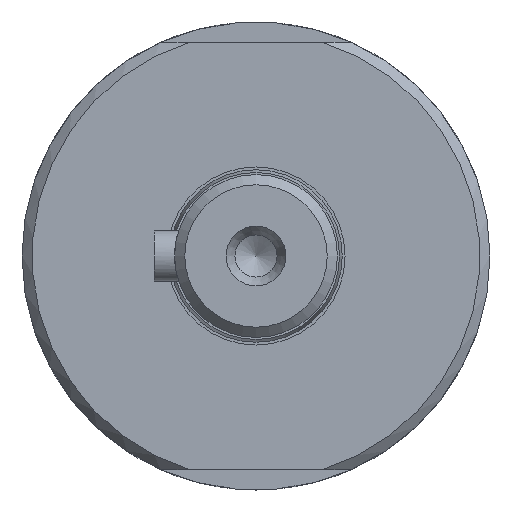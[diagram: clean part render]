
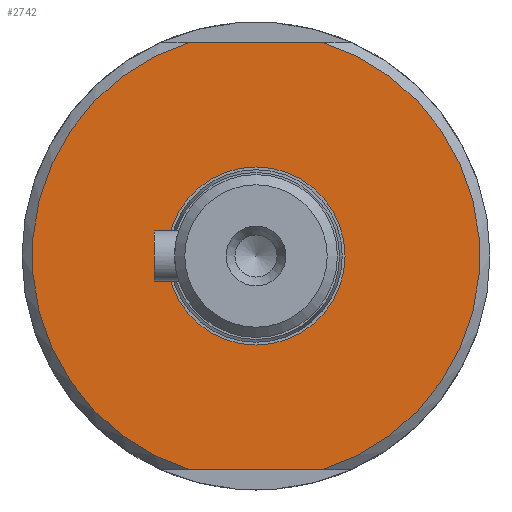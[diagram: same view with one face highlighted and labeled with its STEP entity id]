
A CAD part, left-side view. The second image highlights one B-rep face of the part: STEP entity #2742.
In plain terms, the highlighted planar face has unit normal (-1, 0, 0).
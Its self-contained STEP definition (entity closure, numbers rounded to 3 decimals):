
#318=LINE('',#4601,#558);
#319=LINE('',#4603,#559);
#558=VECTOR('',#3652,10.);
#559=VECTOR('',#3653,10.);
#741=FACE_BOUND('',#1039,.T.);
#879=FACE_OUTER_BOUND('',#1038,.T.);
#1038=EDGE_LOOP('',(#2464,#2465,#2466,#2467));
#1039=EDGE_LOOP('',(#2468,#2469));
#1125=CIRCLE('',#2975,8.75);
#1126=CIRCLE('',#2976,8.75);
#1129=CIRCLE('',#2980,22.);
#1130=CIRCLE('',#2982,22.);
#1368=VERTEX_POINT('',#4579);
#1369=VERTEX_POINT('',#4581);
#1370=VERTEX_POINT('',#4585);
#1374=VERTEX_POINT('',#4594);
#1375=VERTEX_POINT('',#4600);
#1376=VERTEX_POINT('',#4602);
#1735=EDGE_CURVE('',#1369,#1368,#1125,.T.);
#1736=EDGE_CURVE('',#1368,#1369,#1126,.T.);
#1741=EDGE_CURVE('',#1374,#1370,#1129,.T.);
#1742=EDGE_CURVE('',#1375,#1370,#318,.T.);
#1743=EDGE_CURVE('',#1374,#1376,#319,.T.);
#1744=EDGE_CURVE('',#1375,#1376,#1130,.T.);
#2464=ORIENTED_EDGE('',*,*,#1742,.T.);
#2465=ORIENTED_EDGE('',*,*,#1741,.F.);
#2466=ORIENTED_EDGE('',*,*,#1743,.T.);
#2467=ORIENTED_EDGE('',*,*,#1744,.F.);
#2468=ORIENTED_EDGE('',*,*,#1735,.T.);
#2469=ORIENTED_EDGE('',*,*,#1736,.T.);
#2600=PLANE('',#2981);
#2742=ADVANCED_FACE('',(#879,#741),#2600,.T.);
#2975=AXIS2_PLACEMENT_3D('',#4582,#3638,#3639);
#2976=AXIS2_PLACEMENT_3D('',#4583,#3640,#3641);
#2980=AXIS2_PLACEMENT_3D('',#4598,#3648,#3649);
#2981=AXIS2_PLACEMENT_3D('',#4599,#3650,#3651);
#2982=AXIS2_PLACEMENT_3D('',#4604,#3654,#3655);
#3638=DIRECTION('center_axis',(1.,0.,0.));
#3639=DIRECTION('ref_axis',(0.,1.,0.));
#3640=DIRECTION('center_axis',(1.,0.,0.));
#3641=DIRECTION('ref_axis',(0.,1.,0.));
#3648=DIRECTION('center_axis',(1.,0.,0.));
#3649=DIRECTION('ref_axis',(0.,1.,0.));
#3650=DIRECTION('center_axis',(-1.,0.,0.));
#3651=DIRECTION('ref_axis',(0.,0.,
1.));
#3652=DIRECTION('',(0.,-1.,0.));
#3653=DIRECTION('',(0.,1.,0.));
#3654=DIRECTION('center_axis',(1.,0.,0.));
#3655=DIRECTION('ref_axis',(0.,1.,0.));
#4579=CARTESIAN_POINT('',(-78.5,-8.75,0.));
#4581=CARTESIAN_POINT('',(-78.5,8.75,0.));
#4582=CARTESIAN_POINT('Origin',(-78.5,0.,0.));
#4583=CARTESIAN_POINT('Origin',(-78.5,0.,0.));
#4585=CARTESIAN_POINT('',(-78.5,-6.557,-21.));
#4594=CARTESIAN_POINT('',(-78.5,-6.557,21.));
#4598=CARTESIAN_POINT('Origin',(-78.5,0.,0.));
#4599=CARTESIAN_POINT('Origin',(-78.5,15.375,0.));
#4600=CARTESIAN_POINT('',(-78.5,6.557,-21.));
#4601=CARTESIAN_POINT('',(-78.5,-0.91,-21.));
#4602=CARTESIAN_POINT('',(-78.5,6.557,21.));
#4603=CARTESIAN_POINT('',(-78.5,15.688,21.));
#4604=CARTESIAN_POINT('Origin',(-78.5,0.,0.));
